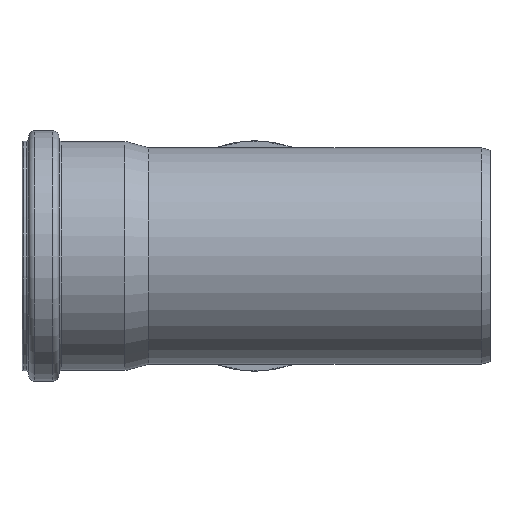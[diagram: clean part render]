
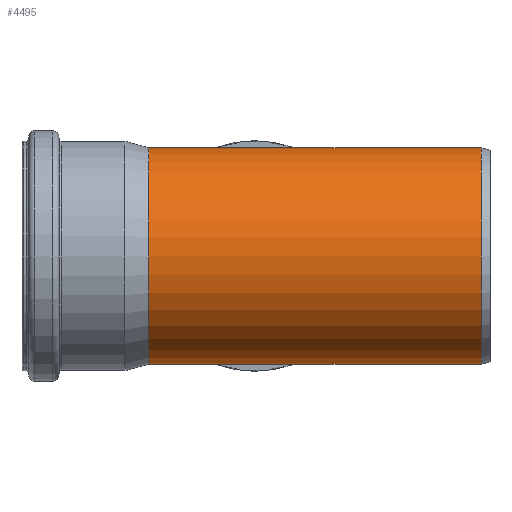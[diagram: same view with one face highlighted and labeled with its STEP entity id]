
A CAD part, left-side view. The second image highlights one B-rep face of the part: STEP entity #4495.
In plain terms, the highlighted cylindrical face has radius 55.15 mm (diameter 110.3 mm), a full revolution.
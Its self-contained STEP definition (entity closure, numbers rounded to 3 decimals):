
#772=B_SPLINE_CURVE_WITH_KNOTS('',3,(#7134,#7135,#7136,#7137,#7138,#7139,
#7140,#7141,#7142,#7143,#7144,#7145,#7146,#7147,#7148,#7149,#7150,#7151,
#7152,#7153,#7154,#7155,#7156,#7157,#7158,#7159,#7160,#7161,#7162,#7163,
#7164,#7165,#7166,#7167,#7168),.UNSPECIFIED.,.T.,.F.,(4,1,1,1,1,1,1,1,1,
1,1,1,1,1,1,1,1,1,1,1,1,1,1,1,1,1,1,1,1,1,1,1,4),(-35.685,-35.048,
-34.411,-33.136,-31.862,-30.587,
-29.313,-28.038,-26.764,-25.489,-23.79,
-22.091,-20.391,-19.542,-19.117,-18.692,
-17.843,-17.418,-16.993,-16.143,
-15.294,-13.594,-11.895,-10.196,
-9.346,-8.496,-6.797,-5.098,
-3.823,-2.549,-1.274,-0.637,
0.),.UNSPECIFIED.);
#808=CYLINDRICAL_SURFACE('',#4770,55.15);
#1008=FACE_BOUND('',#1343,.T.);
#1009=FACE_BOUND('',#1344,.T.);
#1070=FACE_OUTER_BOUND('',#1342,.T.);
#1342=EDGE_LOOP('',(#3118));
#1343=EDGE_LOOP('',(#3119));
#1344=EDGE_LOOP('',(#3120));
#1663=CIRCLE('',#4771,55.15);
#1664=CIRCLE('',#4772,55.15);
#1973=VERTEX_POINT('',#7096);
#1976=VERTEX_POINT('',#7173);
#1977=VERTEX_POINT('',#7175);
#2440=EDGE_CURVE('',#1973,#1973,#772,.T.);
#2442=EDGE_CURVE('',#1976,#1976,#1663,.T.);
#2443=EDGE_CURVE('',#1977,#1977,#1664,.T.);
#3118=ORIENTED_EDGE('',*,*,#2442,.F.);
#3119=ORIENTED_EDGE('',*,*,#2443,.T.);
#3120=ORIENTED_EDGE('',*,*,#2440,.F.);
#4495=ADVANCED_FACE('',(#1070,#1008,#1009),#808,.T.);
#4770=AXIS2_PLACEMENT_3D('',#7172,#5357,#5358);
#4771=AXIS2_PLACEMENT_3D('',#7174,#5359,#5360);
#4772=AXIS2_PLACEMENT_3D('',#7176,#5361,#5362);
#5357=DIRECTION('center_axis',(0.,-1.,0.));
#5358=DIRECTION('ref_axis',(1.,0.,0.));
#5359=DIRECTION('center_axis',(0.,-1.,0.));
#5360=DIRECTION('ref_axis',(1.,0.,0.));
#5361=DIRECTION('center_axis',(0.,-1.,0.));
#5362=DIRECTION('ref_axis',(1.,0.,0.));
#7096=CARTESIAN_POINT('',(19.033,-53.998,-51.761));
#7134=CARTESIAN_POINT('Ctrl Pts',(19.033,-53.998,-51.761));
#7135=CARTESIAN_POINT('Ctrl Pts',(19.033,-51.81,-51.761));
#7136=CARTESIAN_POINT('Ctrl Pts',(19.806,-47.434,-51.484));
#7137=CARTESIAN_POINT('Ctrl Pts',(23.395,-39.558,-50.03));
#7138=CARTESIAN_POINT('Ctrl Pts',(29.407,-30.935,-46.934));
#7139=CARTESIAN_POINT('Ctrl Pts',(36.86,-21.764,-41.405));
#7140=CARTESIAN_POINT('Ctrl Pts',(43.915,-13.674,-33.934));
#7141=CARTESIAN_POINT('Ctrl Pts',(49.904,-7.02,-24.428));
#7142=CARTESIAN_POINT('Ctrl Pts',(54.116,-2.427,-12.917));
#7143=CARTESIAN_POINT('Ctrl Pts',(55.668,-0.744,-0.011));
#7144=CARTESIAN_POINT('Ctrl Pts',(53.946,-2.612,14.352));
#7145=CARTESIAN_POINT('Ctrl Pts',(48.266,-8.806,28.095));
#7146=CARTESIAN_POINT('Ctrl Pts',(39.383,-18.785,39.378));
#7147=CARTESIAN_POINT('Ctrl Pts',(31.034,-28.791,45.876));
#7148=CARTESIAN_POINT('Ctrl Pts',(25.412,-36.681,48.995));
#7149=CARTESIAN_POINT('Ctrl Pts',(22.549,-41.569,50.347));
#7150=CARTESIAN_POINT('Ctrl Pts',(20.072,-46.733,51.39));
#7151=CARTESIAN_POINT('Ctrl Pts',(18.692,-52.52,51.884));
#7152=CARTESIAN_POINT('Ctrl Pts',(19.37,-58.382,51.639));
#7153=CARTESIAN_POINT('Ctrl Pts',(21.147,-63.917,50.957));
#7154=CARTESIAN_POINT('Ctrl Pts',(24.615,-70.182,49.439));
#7155=CARTESIAN_POINT('Ctrl Pts',(31.022,-79.196,45.881));
#7156=CARTESIAN_POINT('Ctrl Pts',(39.384,-89.208,39.381));
#7157=CARTESIAN_POINT('Ctrl Pts',(48.257,-99.183,28.106));
#7158=CARTESIAN_POINT('Ctrl Pts',(53.428,-104.818,15.603));
#7159=CARTESIAN_POINT('Ctrl Pts',(55.2,-106.745,4.338));
#7160=CARTESIAN_POINT('Ctrl Pts',(55.217,-106.76,-7.236));
#7161=CARTESIAN_POINT('Ctrl Pts',(51.826,-103.087,-21.052));
#7162=CARTESIAN_POINT('Ctrl Pts',(44.692,-95.213,-33.102));
#7163=CARTESIAN_POINT('Ctrl Pts',(36.874,-86.247,-41.396));
#7164=CARTESIAN_POINT('Ctrl Pts',(29.402,-77.054,-46.937));
#7165=CARTESIAN_POINT('Ctrl Pts',(23.397,-68.44,-50.029));
#7166=CARTESIAN_POINT('Ctrl Pts',(19.806,-60.561,-51.484));
#7167=CARTESIAN_POINT('Ctrl Pts',(19.033,-56.186,-51.761));
#7168=CARTESIAN_POINT('Ctrl Pts',(19.033,-53.998,-51.761));
#7172=CARTESIAN_POINT('Origin',(0.,-84.699,
0.));
#7173=CARTESIAN_POINT('',(55.15,-169.398,0.));
#7174=CARTESIAN_POINT('Origin',(0.,-169.398,
0.));
#7175=CARTESIAN_POINT('',(55.15,-0.009,0.));
#7176=CARTESIAN_POINT('Origin',(0.,-0.009,
0.));
